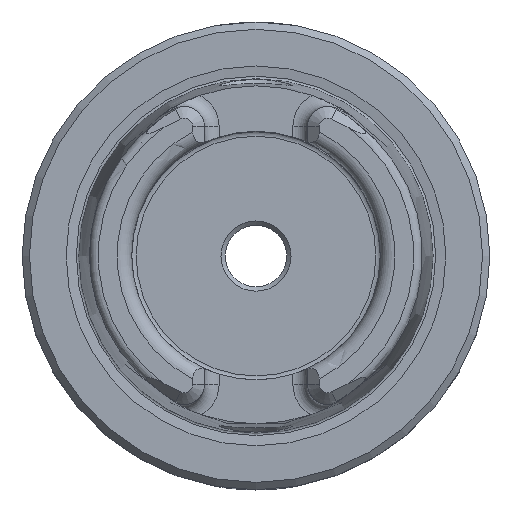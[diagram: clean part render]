
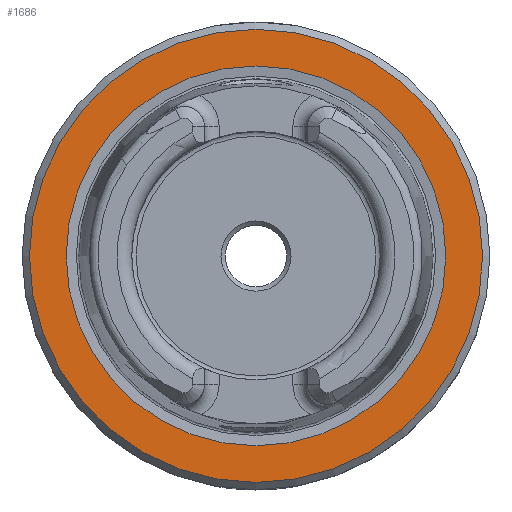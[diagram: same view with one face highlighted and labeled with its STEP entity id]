
A CAD part, top view. The second image highlights one B-rep face of the part: STEP entity #1686.
In plain terms, the highlighted planar face has unit normal (0, 0, 1).
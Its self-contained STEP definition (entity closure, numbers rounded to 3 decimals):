
#173=CIRCLE('',#1825,12.99);
#174=CIRCLE('',#1827,15.5);
#426=ORIENTED_EDGE('',*,*,#627,.T.);
#427=ORIENTED_EDGE('',*,*,#626,.F.);
#626=EDGE_CURVE('',#737,#737,#173,.T.);
#627=EDGE_CURVE('',#738,#738,#174,.T.);
#737=VERTEX_POINT('',#2746);
#738=VERTEX_POINT('',#2749);
#912=EDGE_LOOP('',(#426));
#913=EDGE_LOOP('',(#427));
#1028=FACE_BOUND('',#912,.T.);
#1029=FACE_BOUND('',#913,.T.);
#1082=PLANE('',#1826);
#1686=ADVANCED_FACE('',(#1028,#1029),#1082,.T.);
#1825=AXIS2_PLACEMENT_3D('',#2745,#2131,#2132);
#1826=AXIS2_PLACEMENT_3D('',#2747,#2133,#2134);
#1827=AXIS2_PLACEMENT_3D('',#2748,#2135,#2136);
#2131=DIRECTION('',(0.,0.,1.));
#2132=DIRECTION('',(1.,0.,0.));
#2133=DIRECTION('',(0.,0.,1.));
#2134=DIRECTION('',(1.,0.,0.));
#2135=DIRECTION('',(0.,0.,1.));
#2136=DIRECTION('',(1.,0.,0.));
#2745=CARTESIAN_POINT('',(0.,0.,0.));
#2746=CARTESIAN_POINT('',(12.99,0.,0.));
#2747=CARTESIAN_POINT('',(15.5,0.,0.));
#2748=CARTESIAN_POINT('',(0.,0.,0.));
#2749=CARTESIAN_POINT('',(15.5,0.,0.));
